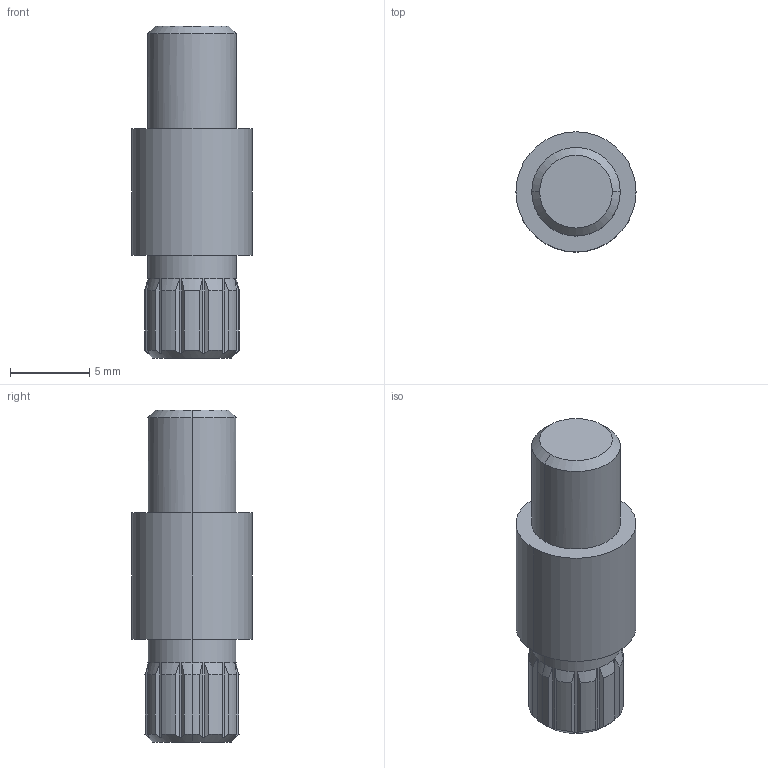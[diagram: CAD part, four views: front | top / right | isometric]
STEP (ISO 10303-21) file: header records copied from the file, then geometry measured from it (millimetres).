
FILE_DESCRIPTION (( 'STEP AP203' ), '1' );
FILE_NAME ('34-Stift.STEP', '2016-06-20T10:48:15', ( '' ), ( '' ), 'SwSTEP 2.0', 'SolidWorks 2015', '' );
FILE_SCHEMA (( 'CONFIG_CONTROL_DESIGN' ));
Length unit declared in the file: millimetre
Products named in the file (3): 34-Stift; 34-Stift Teil1; 34-Stift Teil2
Assembly tree (2 placements, depth 2):
  34-Stift
    34-Stift Teil1
    34-Stift Teil2
Bounding box: 7.6 x 7.6 x 21 mm (x, y, z)
Volume: 692 mm3; surface area: 800.6 mm2
Topology: 2 solids, 2 shells, 286 faces, 778 edges, 517 vertices
Faces by surface type: plane 165, bspline 85, cylinder 19, cone 17
Entity records: 13192 total; most frequent: CARTESIAN_POINT 6271, ORIENTED_EDGE 1556, DIRECTION 1039, EDGE_CURVE 778, VERTEX_POINT 517, LINE 493, VECTOR 493, EDGE_LOOP 309
